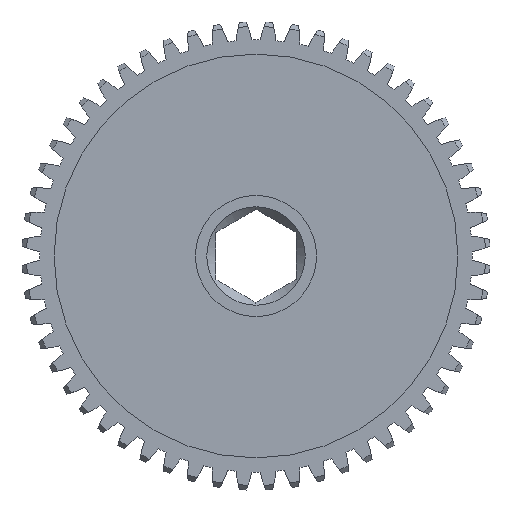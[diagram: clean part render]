
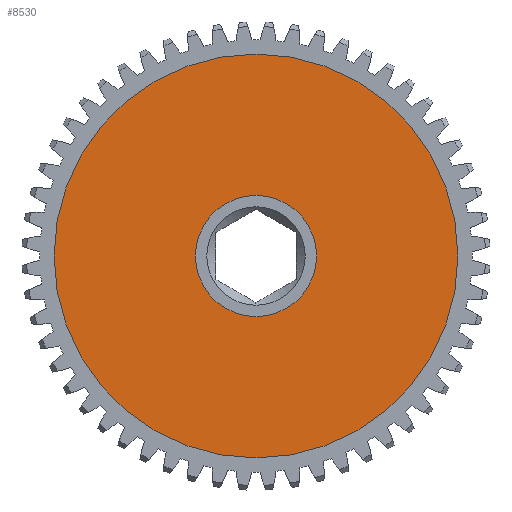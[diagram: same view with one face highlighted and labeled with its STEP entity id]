
A CAD part, left-side view. The second image highlights one B-rep face of the part: STEP entity #8530.
In plain terms, the highlighted planar face has unit normal (-1, 0, 0).
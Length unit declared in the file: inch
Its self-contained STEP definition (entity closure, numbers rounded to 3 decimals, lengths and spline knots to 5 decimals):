
#361 = DIRECTION ( 'NONE',  ( -1., 0., 0. ) ) ;
#413 = CIRCLE ( 'NONE', #5791, 0.375 ) ;
#464 = EDGE_LOOP ( 'NONE', ( #1931, #5976 ) ) ;
#590 = EDGE_CURVE ( 'NONE', #3653, #1035, #8887, .T. ) ;
#659 = DIRECTION ( 'NONE',  ( -1., 0., 0. ) ) ;
#1035 = VERTEX_POINT ( 'NONE', #1897 ) ;
#1609 = AXIS2_PLACEMENT_3D ( 'NONE', #6259, #361, #12255 ) ;
#1897 = CARTESIAN_POINT ( 'NONE',  ( 0.1375, 0., -1.25 ) ) ;
#1910 = CARTESIAN_POINT ( 'NONE',  ( 0.1375, 0., -0.375 ) ) ;
#1931 = ORIENTED_EDGE ( 'NONE', *, *, #5317, .F. ) ;
#1945 = AXIS2_PLACEMENT_3D ( 'NONE', #12232, #3344, #5715 ) ;
#2322 = FACE_BOUND ( 'NONE', #464, .T. ) ;
#2471 = EDGE_LOOP ( 'NONE', ( #4034, #8978 ) ) ;
#2496 = EDGE_CURVE ( 'NONE', #7591, #3234, #413, .T. ) ;
#3234 = VERTEX_POINT ( 'NONE', #1910 ) ;
#3344 = DIRECTION ( 'NONE',  ( -1., 0., 0. ) ) ;
#3653 = VERTEX_POINT ( 'NONE', #6966 ) ;
#3792 = DIRECTION ( 'NONE',  ( 0., 0., 1. ) ) ;
#3940 = DIRECTION ( 'NONE',  ( 0., 0., 1. ) ) ;
#4034 = ORIENTED_EDGE ( 'NONE', *, *, #590, .T. ) ;
#4264 = PLANE ( 'NONE',  #1609 ) ;
#4470 = CIRCLE ( 'NONE', #7784, 0.375 ) ;
#5317 = EDGE_CURVE ( 'NONE', #3234, #7591, #4470, .T. ) ;
#5715 = DIRECTION ( 'NONE',  ( 0., 0., 1. ) ) ;
#5763 = AXIS2_PLACEMENT_3D ( 'NONE', #10037, #11854, #3940 ) ;
#5791 = AXIS2_PLACEMENT_3D ( 'NONE', #7614, #659, #10604 ) ;
#5976 = ORIENTED_EDGE ( 'NONE', *, *, #2496, .F. ) ;
#6259 = CARTESIAN_POINT ( 'NONE',  ( 0.1375, 0., 0. ) ) ;
#6694 = DIRECTION ( 'NONE',  ( -1., 0., 0. ) ) ;
#6966 = CARTESIAN_POINT ( 'NONE',  ( 0.1375, 0., 1.25 ) ) ;
#7552 = CIRCLE ( 'NONE', #1945, 1.25 ) ;
#7591 = VERTEX_POINT ( 'NONE', #12151 ) ;
#7614 = CARTESIAN_POINT ( 'NONE',  ( 0.1375, 0., 0. ) ) ;
#7684 = CARTESIAN_POINT ( 'NONE',  ( 0.1375, 0., 0. ) ) ;
#7784 = AXIS2_PLACEMENT_3D ( 'NONE', #7684, #6694, #3792 ) ;
#8530 = ADVANCED_FACE ( 'NONE', ( #2322, #11404 ), #4264, .T. ) ;
#8887 = CIRCLE ( 'NONE', #5763, 1.25 ) ;
#8978 = ORIENTED_EDGE ( 'NONE', *, *, #11961, .T. ) ;
#10037 = CARTESIAN_POINT ( 'NONE',  ( 0.1375, 0., 0. ) ) ;
#10604 = DIRECTION ( 'NONE',  ( 0., 0., 1. ) ) ;
#11404 = FACE_OUTER_BOUND ( 'NONE', #2471, .T. ) ;
#11854 = DIRECTION ( 'NONE',  ( -1., 0., 0. ) ) ;
#11961 = EDGE_CURVE ( 'NONE', #1035, #3653, #7552, .T. ) ;
#12151 = CARTESIAN_POINT ( 'NONE',  ( 0.1375, 0., 0.375 ) ) ;
#12232 = CARTESIAN_POINT ( 'NONE',  ( 0.1375, 0., 0. ) ) ;
#12255 = DIRECTION ( 'NONE',  ( 0., 0., 1. ) ) ;
